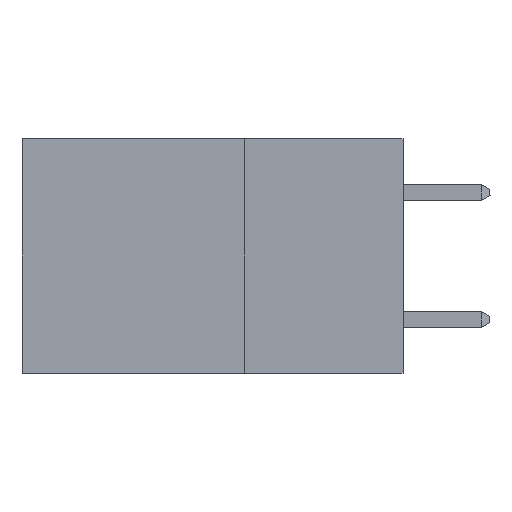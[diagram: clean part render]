
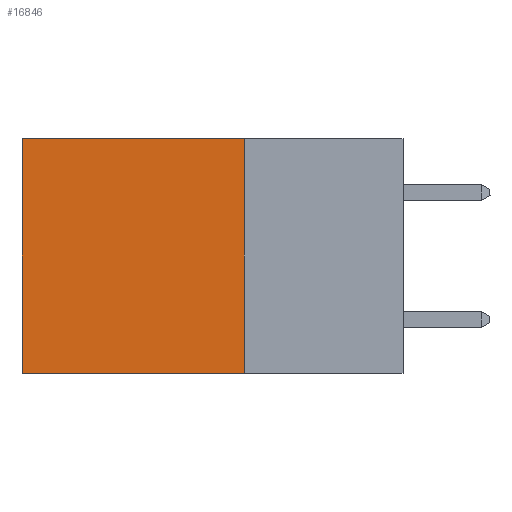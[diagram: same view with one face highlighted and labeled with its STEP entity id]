
A CAD part, left-side view. The second image highlights one B-rep face of the part: STEP entity #16846.
In plain terms, the highlighted planar face has unit normal (-1, 0, 0).
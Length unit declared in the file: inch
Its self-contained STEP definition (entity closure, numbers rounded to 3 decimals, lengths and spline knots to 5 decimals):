
#659 = DIRECTION ( 'NONE',  ( 0., 1., 0. ) ) ;
#694 = LINE ( 'NONE', #11243, #16115 ) ;
#790 = CARTESIAN_POINT ( 'NONE',  ( 0.2875, 0.25, 0. ) ) ;
#1424 = LINE ( 'NONE', #10683, #8198 ) ;
#2516 = LINE ( 'NONE', #18256, #13581 ) ;
#3450 = DIRECTION ( 'NONE',  ( 0., 0., -1. ) ) ;
#3886 = CARTESIAN_POINT ( 'NONE',  ( 0.2875, 0.6, 0. ) ) ;
#5092 = EDGE_LOOP ( 'NONE', ( #17914, #15645, #7645, #6553 ) ) ;
#5436 = CARTESIAN_POINT ( 'NONE',  ( 0.2875, 0.25, -0.37 ) ) ;
#6198 = AXIS2_PLACEMENT_3D ( 'NONE', #7903, #7712, #18464 ) ;
#6427 = PLANE ( 'NONE',  #6198 ) ;
#6553 = ORIENTED_EDGE ( 'NONE', *, *, #8782, .T. ) ;
#6746 = VERTEX_POINT ( 'NONE', #13473 ) ;
#7221 = CARTESIAN_POINT ( 'NONE',  ( 0.2875, 0.25, 0. ) ) ;
#7645 = ORIENTED_EDGE ( 'NONE', *, *, #17335, .F. ) ;
#7712 = DIRECTION ( 'NONE',  ( 1., 0., 0. ) ) ;
#7903 = CARTESIAN_POINT ( 'NONE',  ( 0.2875, 0.25, 0. ) ) ;
#8198 = VECTOR ( 'NONE', #12090, 39.37008 ) ;
#8268 = LINE ( 'NONE', #790, #14739 ) ;
#8782 = EDGE_CURVE ( 'NONE', #11898, #18323, #8268, .T. ) ;
#10469 = DIRECTION ( 'NONE',  ( 0., 1., 0. ) ) ;
#10683 = CARTESIAN_POINT ( 'NONE',  ( 0.2875, 0.25, 0. ) ) ;
#11243 = CARTESIAN_POINT ( 'NONE',  ( 0.2875, 0.6, 0. ) ) ;
#11898 = VERTEX_POINT ( 'NONE', #7221 ) ;
#12090 = DIRECTION ( 'NONE',  ( 0., 0., -1. ) ) ;
#12296 = FACE_OUTER_BOUND ( 'NONE', #5092, .T. ) ;
#12361 = EDGE_CURVE ( 'NONE', #18921, #6746, #2516, .T. ) ;
#13473 = CARTESIAN_POINT ( 'NONE',  ( 0.2875, 0.6, -0.37 ) ) ;
#13581 = VECTOR ( 'NONE', #10469, 39.37008 ) ;
#14739 = VECTOR ( 'NONE', #659, 39.37008 ) ;
#15626 = EDGE_CURVE ( 'NONE', #18323, #6746, #694, .T. ) ;
#15645 = ORIENTED_EDGE ( 'NONE', *, *, #12361, .F. ) ;
#16115 = VECTOR ( 'NONE', #3450, 39.37008 ) ;
#16846 = ADVANCED_FACE ( 'NONE', ( #12296 ), #6427, .F. ) ;
#17335 = EDGE_CURVE ( 'NONE', #11898, #18921, #1424, .T. ) ;
#17914 = ORIENTED_EDGE ( 'NONE', *, *, #15626, .T. ) ;
#18256 = CARTESIAN_POINT ( 'NONE',  ( 0.2875, 0.25, -0.37 ) ) ;
#18323 = VERTEX_POINT ( 'NONE', #3886 ) ;
#18464 = DIRECTION ( 'NONE',  ( 0., 0., -1. ) ) ;
#18921 = VERTEX_POINT ( 'NONE', #5436 ) ;
